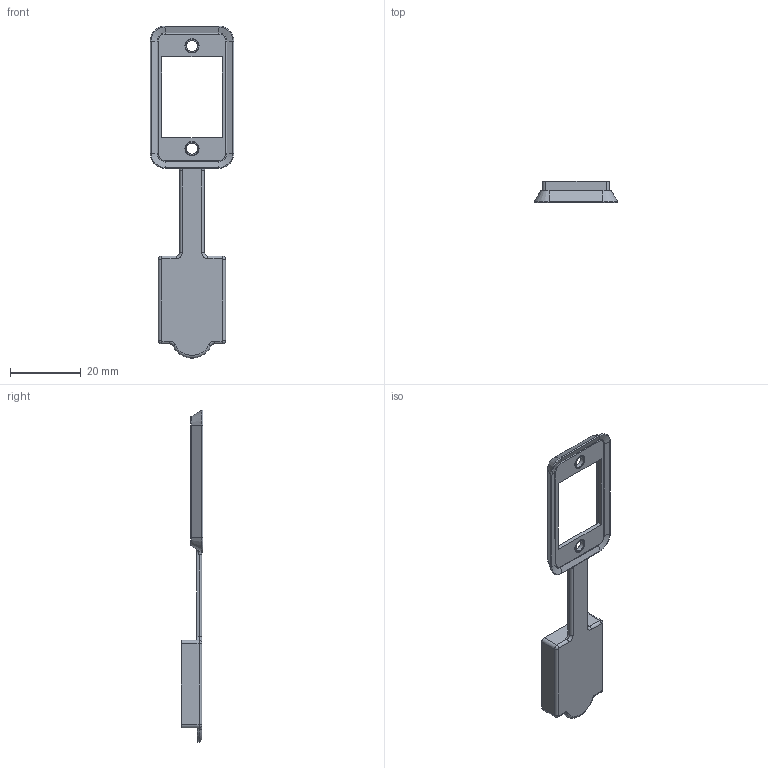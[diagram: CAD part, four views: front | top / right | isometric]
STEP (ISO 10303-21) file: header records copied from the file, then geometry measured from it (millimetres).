
FILE_DESCRIPTION(/* description */ (''),/* implementation_level */ '2;1');
FILE_NAME(/* name */ 'CP299828 blue.stp',/* time_stamp */ '2025-04-17T09:46:16+01:00',/* author */ ('tottley'),/* organization */ (''),/* preprocessor_version */ 'ST-DEVELOPER v20',/* originating_system */ 'Autodesk Inventor 2025',/* authorisation */ '');
FILE_SCHEMA (('AUTOMOTIVE_DESIGN { 1 0 10303 214 3 1 1 }'));
Length unit declared in the file: millimetre
Products named in the file (1): CP299822 to CP299828
Bounding box: 23.62 x 6.1 x 93.74 mm (x, y, z)
Volume: 2114.6 mm3; surface area: 3868.4 mm2
Topology: 1 solids, 1 shells, 198 faces, 477 edges, 295 vertices
Faces by surface type: plane 92, cylinder 49, bspline 28, torus 21, cone 8
Full cylindrical faces by diameter (mm): 3.15 x2
Entity records: 6168 total; most frequent: CARTESIAN_POINT 1370, ORIENTED_EDGE 954, DIRECTION 905, EDGE_CURVE 477, AXIS2_PLACEMENT_3D 306, VERTEX_POINT 295, LINE 293, VECTOR 293
